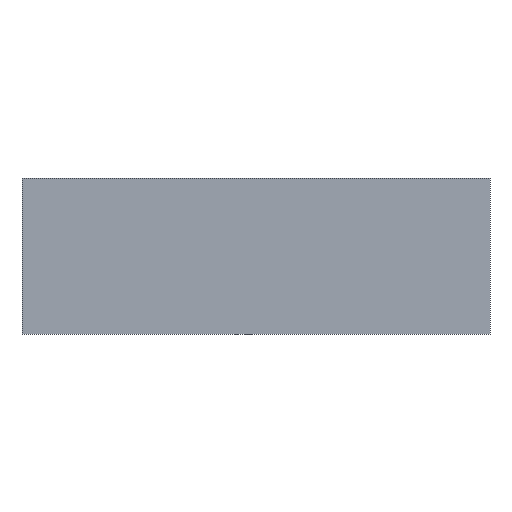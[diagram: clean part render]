
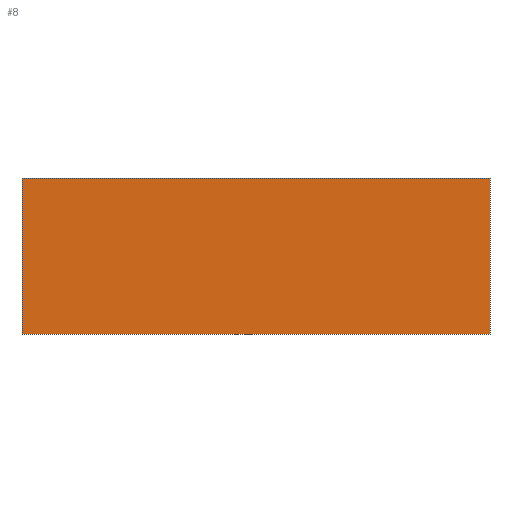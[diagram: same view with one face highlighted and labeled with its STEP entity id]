
A CAD part, front view. The second image highlights one B-rep face of the part: STEP entity #8.
In plain terms, the highlighted planar face has unit normal (0, -1, 0).
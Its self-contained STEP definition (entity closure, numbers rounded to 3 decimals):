
#8 = ADVANCED_FACE ( 'NONE', ( #45 ), #142, .F. ) ;
#20 = CARTESIAN_POINT ( 'NONE',  ( 15., 0., 0. ) ) ;
#22 = VECTOR ( 'NONE', #236, 1000. ) ;
#24 = LINE ( 'NONE', #86, #163 ) ;
#26 = DIRECTION ( 'NONE',  ( 1., 0., 0. ) ) ;
#31 = VERTEX_POINT ( 'NONE', #126 ) ;
#39 = EDGE_CURVE ( 'NONE', #204, #154, #109, .T. ) ;
#41 = LINE ( 'NONE', #129, #233 ) ;
#45 = FACE_OUTER_BOUND ( 'NONE', #56, .T. ) ;
#55 = CARTESIAN_POINT ( 'NONE',  ( 15., 0., 0. ) ) ;
#56 = EDGE_LOOP ( 'NONE', ( #133, #72, #75, #180 ) ) ;
#57 = VERTEX_POINT ( 'NONE', #55 ) ;
#71 = VECTOR ( 'NONE', #217, 1000. ) ;
#72 = ORIENTED_EDGE ( 'NONE', *, *, #178, .T. ) ;
#75 = ORIENTED_EDGE ( 'NONE', *, *, #169, .T. ) ;
#78 = DIRECTION ( 'NONE',  ( 0., 1., 0. ) ) ;
#84 = EDGE_CURVE ( 'NONE', #154, #57, #24, .T. ) ;
#86 = CARTESIAN_POINT ( 'NONE',  ( 0., 0., 0. ) ) ;
#90 = LINE ( 'NONE', #20, #22 ) ;
#105 = AXIS2_PLACEMENT_3D ( 'NONE', #113, #78, #26 ) ;
#109 = LINE ( 'NONE', #171, #71 ) ;
#113 = CARTESIAN_POINT ( 'NONE',  ( 0., 0., 0. ) ) ;
#126 = CARTESIAN_POINT ( 'NONE',  ( 15., 0., 5. ) ) ;
#129 = CARTESIAN_POINT ( 'NONE',  ( 0., 0., 5. ) ) ;
#133 = ORIENTED_EDGE ( 'NONE', *, *, #84, .T. ) ;
#142 = PLANE ( 'NONE',  #105 ) ;
#149 = DIRECTION ( 'NONE',  ( -1., 0., 0. ) ) ;
#154 = VERTEX_POINT ( 'NONE', #185 ) ;
#162 = DIRECTION ( 'NONE',  ( 1., 0., 0. ) ) ;
#163 = VECTOR ( 'NONE', #162, 1000. ) ;
#169 = EDGE_CURVE ( 'NONE', #31, #204, #41, .T. ) ;
#171 = CARTESIAN_POINT ( 'NONE',  ( 0., 0., 0. ) ) ;
#178 = EDGE_CURVE ( 'NONE', #57, #31, #90, .T. ) ;
#180 = ORIENTED_EDGE ( 'NONE', *, *, #39, .T. ) ;
#185 = CARTESIAN_POINT ( 'NONE',  ( 0., 0., 0. ) ) ;
#204 = VERTEX_POINT ( 'NONE', #214 ) ;
#214 = CARTESIAN_POINT ( 'NONE',  ( 0., 0., 5. ) ) ;
#217 = DIRECTION ( 'NONE',  ( 0., 0., -1. ) ) ;
#233 = VECTOR ( 'NONE', #149, 1000. ) ;
#236 = DIRECTION ( 'NONE',  ( 0., 0., 1. ) ) ;
